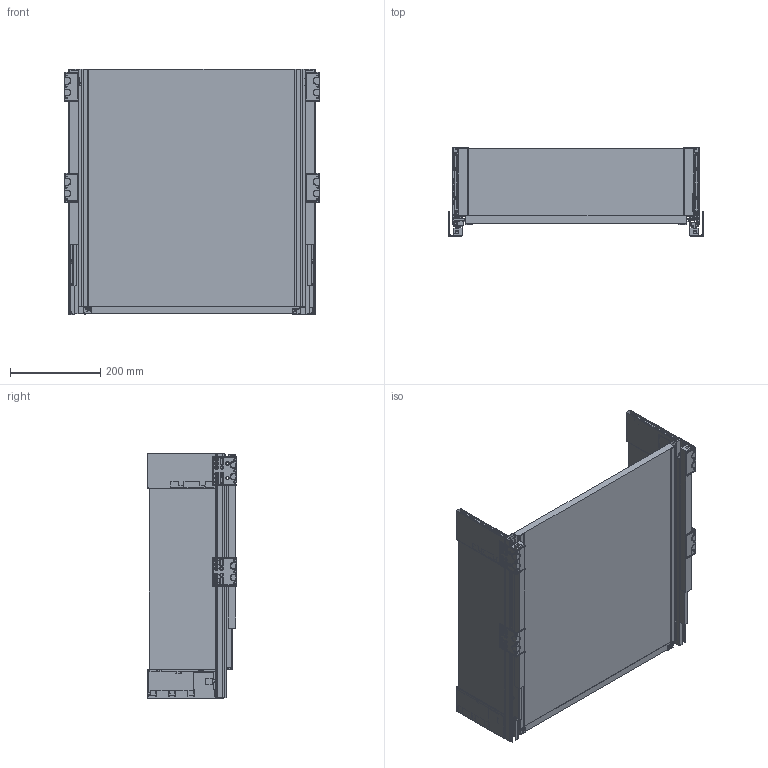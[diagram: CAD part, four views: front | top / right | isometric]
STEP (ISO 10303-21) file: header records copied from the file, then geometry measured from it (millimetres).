
FILE_DESCRIPTION(/* description */ (''),/* implementation_level */ '2;1');
FILE_NAME(/* name */ 'AXIS PRO GLASS 167_550.stp',/* time_stamp */ '2023-08-08T14:05:10+02:00',/* author */ ('tomaszw'),/* organization */ (''),/* preprocessor_version */ 'ST-DEVELOPER v19.2',/* originating_system */ 'Autodesk Inventor 2023',/* authorisation */ '');
FILE_SCHEMA (('AUTOMOTIVE_DESIGN { 1 0 10303 214 3 1 1 }'));
Products named in the file (2): AXIS PRO GLASS; AXIS PRO GLASS_167_550
Assembly tree (1 placements, depth 2):
  AXIS PRO GLASS
    AXIS PRO GLASS_167_550
Bounding box: 563.9 x 197.4 x 545.26 mm (x, y, z)
Volume: 7175321.9 mm3; surface area: 1846699.4 mm2
Topology: 33 solids, 36 shells, 3590 faces, 9955 edges, 6404 vertices
Faces by surface type: plane 2295, cylinder 768, bspline 276, sphere 111, cone 88, torus 52
Full cylindrical faces by diameter (mm): 2.4 x4, 2.8 x6, 2.9 x2, 3.8 x3, 5.5 x1, 6 x37, 7.5 x2, 8.8 x8, 10 x8, 10.4 x4
Entity records: 154277 total; most frequent: CARTESIAN_POINT 59920, ORIENTED_EDGE 19800, DIRECTION 17631, EDGE_CURVE 9912, LINE 7335, VECTOR 7335, VERTEX_POINT 6428, AXIS2_PLACEMENT_3D 5148
